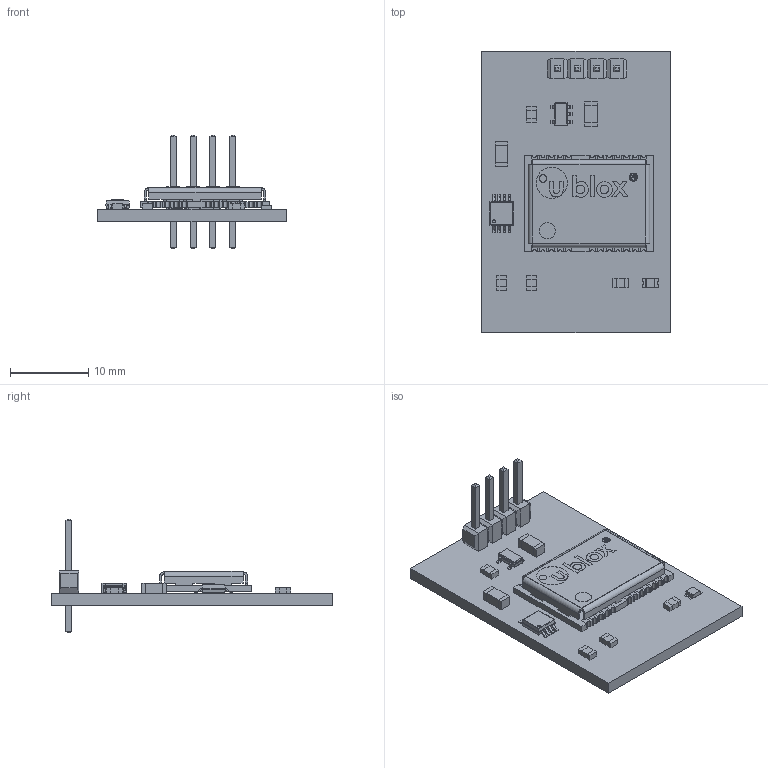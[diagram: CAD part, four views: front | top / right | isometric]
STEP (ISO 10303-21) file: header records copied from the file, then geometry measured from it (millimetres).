
FILE_DESCRIPTION(/* description */ (''),/* implementation_level */ '2;1');
FILE_NAME(/* name */ 'GPS v1.step',/* time_stamp */ '2022-04-26T14:34:02+07:00',/* author */ (''),/* organization */ (''),/* preprocessor_version */ 'ST-DEVELOPER v18.1',/* originating_system */ 'Autodesk Translation Framework v10.14.0.1471',/* authorisation */ '');
FILE_SCHEMA (('AUTOMOTIVE_DESIGN { 1 0 10303 214 3 1 1 }'));
Length unit declared in the file: millimetre
Products named in the file (14): GPS; Board; Packages; SOP65P490X110-8N; Body; PinsArrayLR; NEO6M0001; SOT95P280X110-5N; BODY-SOT; LEAD-SOT; MA04-1; SML0805; C1206; R0805
Assembly tree (21 placements, depth 4):
  GPS
    Board
    Packages
      SOP65P490X110-8N
        Body
        PinsArrayLR
      NEO6M0001
      SOT95P280X110-5N
        BODY-SOT
        LEAD-SOT  x5
      MA04-1
      SML0805
      C1206  x2
      R0805  x4
Bounding box: 24.1 x 36 x 14.58 mm (x, y, z)
Volume: 1722.7 mm3; surface area: 3411.1 mm2
Topology: 61 solids, 61 shells, 967 faces, 2351 edges, 1522 vertices
Faces by surface type: plane 803, cylinder 122, bspline 34, sphere 8
Full cylindrical faces by diameter (mm): 0.375 x1, 0.891 x1, 0.987 x1, 1.016 x4, 1.041 x1, 2.061 x1, 4 x1
Entity records: 25914 total; most frequent: CARTESIAN_POINT 5260, ORIENTED_EDGE 4126, DIRECTION 3949, EDGE_CURVE 2063, LINE 1791, VECTOR 1791, VERTEX_POINT 1330, AXIS2_PLACEMENT_3D 1079
